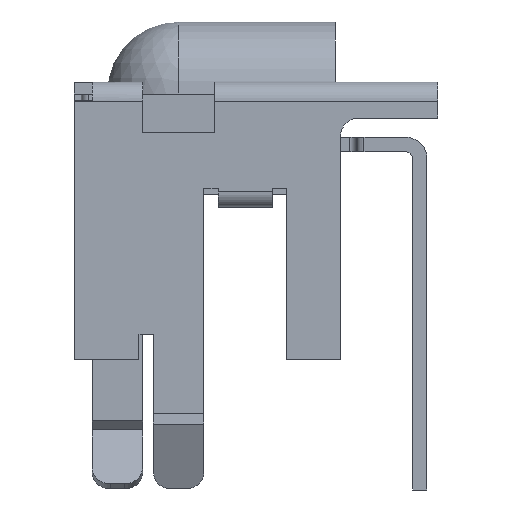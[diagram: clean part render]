
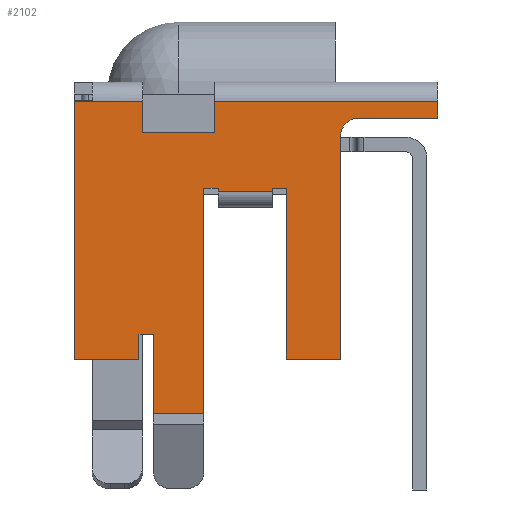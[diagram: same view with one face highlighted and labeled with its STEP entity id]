
A CAD part, left-side view. The second image highlights one B-rep face of the part: STEP entity #2102.
In plain terms, the highlighted planar face has unit normal (-1, 0, 0).
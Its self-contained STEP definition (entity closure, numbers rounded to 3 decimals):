
#339=CARTESIAN_POINT('',(-3.25,1.45,-2.785));
#340=VERTEX_POINT('',#339);
#347=CARTESIAN_POINT('',(-3.25,1.45,-9.035));
#348=VERTEX_POINT('',#347);
#349=CARTESIAN_POINT('',(-3.25,1.45,-9.035));
#350=DIRECTION('',(0.0,0.0,1.0));
#351=VECTOR('',#350,6.25);
#352=LINE('',#349,#351);
#353=EDGE_CURVE('',#348,#340,#352,.T.);
#688=CARTESIAN_POINT('',(-3.25,-0.85,-2.785));
#689=VERTEX_POINT('',#688);
#690=CARTESIAN_POINT('',(-3.25,-0.85,-7.535));
#691=VERTEX_POINT('',#690);
#692=CARTESIAN_POINT('',(-3.25,-0.85,-2.785));
#693=DIRECTION('',(0.0,0.0,-1.0));
#694=VECTOR('',#693,4.75);
#695=LINE('',#692,#694);
#696=EDGE_CURVE('',#689,#691,#695,.T.);
#728=CARTESIAN_POINT('',(-3.25,1.05,-2.785));
#729=VERTEX_POINT('',#728);
#730=CARTESIAN_POINT('',(-3.25,1.05,-2.885));
#731=VERTEX_POINT('',#730);
#732=CARTESIAN_POINT('',(-3.25,1.05,-2.785));
#733=DIRECTION('',(0.0,0.0,-1.0));
#734=VECTOR('',#733,0.1);
#735=LINE('',#732,#734);
#736=EDGE_CURVE('',#729,#731,#735,.T.);
#967=CARTESIAN_POINT('',(-3.25,-0.45,-2.885));
#968=VERTEX_POINT('',#967);
#976=CARTESIAN_POINT('',(-3.25,1.05,-2.885));
#977=DIRECTION('',(0.0,-1.0,0.0));
#978=VECTOR('',#977,1.5);
#979=LINE('',#976,#978);
#980=EDGE_CURVE('',#731,#968,#979,.T.);
#1022=CARTESIAN_POINT('',(-3.25,5.05,-7.535));
#1023=VERTEX_POINT('',#1022);
#1024=CARTESIAN_POINT('',(-3.25,5.05,-0.365));
#1025=VERTEX_POINT('',#1024);
#1026=CARTESIAN_POINT('',(-3.25,5.05,-7.535));
#1027=DIRECTION('',(0.0,0.0,1.0));
#1028=VECTOR('',#1027,7.17);
#1029=LINE('',#1026,#1028);
#1030=EDGE_CURVE('',#1023,#1025,#1029,.T.);
#1176=CARTESIAN_POINT('',(-3.25,-2.35,-1.335));
#1177=VERTEX_POINT('',#1176);
#1184=CARTESIAN_POINT('',(-3.25,-2.35,-7.535));
#1185=VERTEX_POINT('',#1184);
#1186=CARTESIAN_POINT('',(-3.25,-2.35,-1.335));
#1187=DIRECTION('',(0.0,0.0,-1.0));
#1188=VECTOR('',#1187,6.2);
#1189=LINE('',#1186,#1188);
#1190=EDGE_CURVE('',#1177,#1185,#1189,.T.);
#1207=CARTESIAN_POINT('',(-3.25,-0.45,-2.785));
#1208=VERTEX_POINT('',#1207);
#1215=CARTESIAN_POINT('',(-3.25,-0.45,-2.885));
#1216=DIRECTION('',(0.0,0.0,1.0));
#1217=VECTOR('',#1216,0.1);
#1218=LINE('',#1215,#1217);
#1219=EDGE_CURVE('',#968,#1208,#1218,.T.);
#1390=CARTESIAN_POINT('',(-3.25,2.85,-9.035));
#1391=VERTEX_POINT('',#1390);
#1398=CARTESIAN_POINT('',(-3.25,2.85,-6.835));
#1399=VERTEX_POINT('',#1398);
#1400=CARTESIAN_POINT('',(-3.25,2.85,-6.835));
#1401=DIRECTION('',(0.0,0.0,-1.0));
#1402=VECTOR('',#1401,2.2);
#1403=LINE('',#1400,#1402);
#1404=EDGE_CURVE('',#1399,#1391,#1403,.T.);
#1616=CARTESIAN_POINT('',(-3.25,1.15,-0.365));
#1617=VERTEX_POINT('',#1616);
#1657=CARTESIAN_POINT('',(-3.25,1.15,-1.235));
#1658=VERTEX_POINT('',#1657);
#1665=CARTESIAN_POINT('',(-3.25,1.15,-0.365));
#1666=DIRECTION('',(0.0,0.0,-1.0));
#1667=VECTOR('',#1666,0.87);
#1668=LINE('',#1665,#1667);
#1669=EDGE_CURVE('',#1617,#1658,#1668,.T.);
#1679=CARTESIAN_POINT('',(-3.25,3.15,-0.365));
#1680=VERTEX_POINT('',#1679);
#1690=CARTESIAN_POINT('',(-3.25,3.15,-1.235));
#1691=VERTEX_POINT('',#1690);
#1692=CARTESIAN_POINT('',(-3.25,3.15,-1.235));
#1693=DIRECTION('',(0.0,0.0,1.0));
#1694=VECTOR('',#1693,0.87);
#1695=LINE('',#1692,#1694);
#1696=EDGE_CURVE('',#1691,#1680,#1695,.T.);
#1811=CARTESIAN_POINT('',(-3.25,1.15,-1.235));
#1812=DIRECTION('',(0.0,1.0,0.0));
#1813=VECTOR('',#1812,2.0);
#1814=LINE('',#1811,#1813);
#1815=EDGE_CURVE('',#1658,#1691,#1814,.T.);
#2001=CARTESIAN_POINT('',(-3.25,-5.05,-0.165));
#2002=DIRECTION('',(-1.0,0.0,0.0));
#2003=DIRECTION('',(0.0,0.0,1.0));
#2004=AXIS2_PLACEMENT_3D('',#2001,#2002,#2003);
#2005=PLANE('',#2004);
#2006=ORIENTED_EDGE('',*,*,#353,.T.);
#2007=CARTESIAN_POINT('',(-3.25,1.45,-2.785));
#2008=DIRECTION('',(0.0,-1.0,0.0));
#2009=VECTOR('',#2008,0.4);
#2010=LINE('',#2007,#2009);
#2011=EDGE_CURVE('',#340,#729,#2010,.T.);
#2012=ORIENTED_EDGE('',*,*,#2011,.T.);
#2013=ORIENTED_EDGE('',*,*,#736,.T.);
#2014=ORIENTED_EDGE('',*,*,#980,.T.);
#2015=ORIENTED_EDGE('',*,*,#1219,.T.);
#2016=CARTESIAN_POINT('',(-3.25,-0.45,-2.785));
#2017=DIRECTION('',(0.0,-1.0,0.0));
#2018=VECTOR('',#2017,0.4);
#2019=LINE('',#2016,#2018);
#2020=EDGE_CURVE('',#1208,#689,#2019,.T.);
#2021=ORIENTED_EDGE('',*,*,#2020,.T.);
#2022=ORIENTED_EDGE('',*,*,#696,.T.);
#2023=CARTESIAN_POINT('',(-3.25,-2.35,-7.535));
#2024=DIRECTION('',(0.0,1.0,0.0));
#2025=VECTOR('',#2024,1.5);
#2026=LINE('',#2023,#2025);
#2027=EDGE_CURVE('',#1185,#691,#2026,.T.);
#2028=ORIENTED_EDGE('',*,*,#2027,.F.);
#2029=ORIENTED_EDGE('',*,*,#1190,.F.);
#2030=CARTESIAN_POINT('',(-3.25,-2.85,-0.835));
#2031=VERTEX_POINT('',#2030);
#2032=CARTESIAN_POINT('',(-3.25,-2.85,-1.335));
#2033=DIRECTION('',(-1.,0.0,0.0));
#2034=DIRECTION('',(0.0,0.707,0.707));
#2035=AXIS2_PLACEMENT_3D('',#2032,#2033,#2034);
#2036=CIRCLE('',#2035,0.5);
#2037=EDGE_CURVE('',#2031,#1177,#2036,.T.);
#2038=ORIENTED_EDGE('',*,*,#2037,.F.);
#2039=CARTESIAN_POINT('',(-3.25,-5.05,-0.835));
#2040=VERTEX_POINT('',#2039);
#2041=CARTESIAN_POINT('',(-3.25,-5.05,-0.835));
#2042=DIRECTION('',(0.0,1.0,0.0));
#2043=VECTOR('',#2042,2.2);
#2044=LINE('',#2041,#2043);
#2045=EDGE_CURVE('',#2040,#2031,#2044,.T.);
#2046=ORIENTED_EDGE('',*,*,#2045,.F.);
#2047=CARTESIAN_POINT('',(-3.25,-5.05,-0.365));
#2048=VERTEX_POINT('',#2047);
#2049=CARTESIAN_POINT('',(-3.25,-5.05,-0.835));
#2050=DIRECTION('',(0.0,0.0,1.0));
#2051=VECTOR('',#2050,0.47);
#2052=LINE('',#2049,#2051);
#2053=EDGE_CURVE('',#2040,#2048,#2052,.T.);
#2054=ORIENTED_EDGE('',*,*,#2053,.T.);
#2055=CARTESIAN_POINT('',(-3.25,1.15,-0.365));
#2056=DIRECTION('',(0.0,-1.0,0.0));
#2057=VECTOR('',#2056,6.2);
#2058=LINE('',#2055,#2057);
#2059=EDGE_CURVE('',#1617,#2048,#2058,.T.);
#2060=ORIENTED_EDGE('',*,*,#2059,.F.);
#2061=ORIENTED_EDGE('',*,*,#1669,.T.);
#2062=ORIENTED_EDGE('',*,*,#1815,.T.);
#2063=ORIENTED_EDGE('',*,*,#1696,.T.);
#2064=CARTESIAN_POINT('',(-3.25,5.05,-0.365));
#2065=DIRECTION('',(0.0,-1.0,0.0));
#2066=VECTOR('',#2065,1.9);
#2067=LINE('',#2064,#2066);
#2068=EDGE_CURVE('',#1025,#1680,#2067,.T.);
#2069=ORIENTED_EDGE('',*,*,#2068,.F.);
#2070=ORIENTED_EDGE('',*,*,#1030,.F.);
#2071=CARTESIAN_POINT('',(-3.25,3.25,-7.535));
#2072=VERTEX_POINT('',#2071);
#2073=CARTESIAN_POINT('',(-3.25,3.25,-7.535));
#2074=DIRECTION('',(0.0,1.0,0.0));
#2075=VECTOR('',#2074,1.8);
#2076=LINE('',#2073,#2075);
#2077=EDGE_CURVE('',#2072,#1023,#2076,.T.);
#2078=ORIENTED_EDGE('',*,*,#2077,.F.);
#2079=CARTESIAN_POINT('',(-3.25,3.25,-6.835));
#2080=VERTEX_POINT('',#2079);
#2081=CARTESIAN_POINT('',(-3.25,3.25,-7.535));
#2082=DIRECTION('',(0.0,0.0,1.0));
#2083=VECTOR('',#2082,0.7);
#2084=LINE('',#2081,#2083);
#2085=EDGE_CURVE('',#2072,#2080,#2084,.T.);
#2086=ORIENTED_EDGE('',*,*,#2085,.T.);
#2087=CARTESIAN_POINT('',(-3.25,3.25,-6.835));
#2088=DIRECTION('',(0.0,-1.0,0.0));
#2089=VECTOR('',#2088,0.4);
#2090=LINE('',#2087,#2089);
#2091=EDGE_CURVE('',#2080,#1399,#2090,.T.);
#2092=ORIENTED_EDGE('',*,*,#2091,.T.);
#2093=ORIENTED_EDGE('',*,*,#1404,.T.);
#2094=CARTESIAN_POINT('',(-3.25,1.45,-9.035));
#2095=DIRECTION('',(0.0,1.0,0.0));
#2096=VECTOR('',#2095,1.4);
#2097=LINE('',#2094,#2096);
#2098=EDGE_CURVE('',#348,#1391,#2097,.T.);
#2099=ORIENTED_EDGE('',*,*,#2098,.F.);
#2100=EDGE_LOOP('',(#2006,#2012,#2013,#2014,#2015,#2021,#2022,#2028,#2029,#2038,#2046,#2054,#2060,#2061,#2062,#2063,#2069,#2070,#2078,#2086,#2092,#2093,#2099));
#2101=FACE_OUTER_BOUND('',#2100,.T.);
#2102=ADVANCED_FACE('',(#2101),#2005,.T.);
